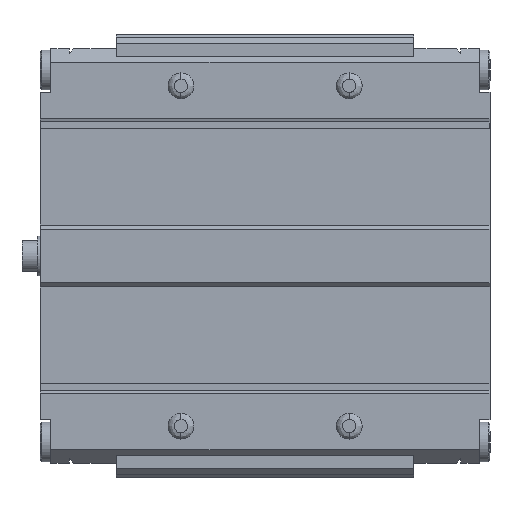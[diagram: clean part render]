
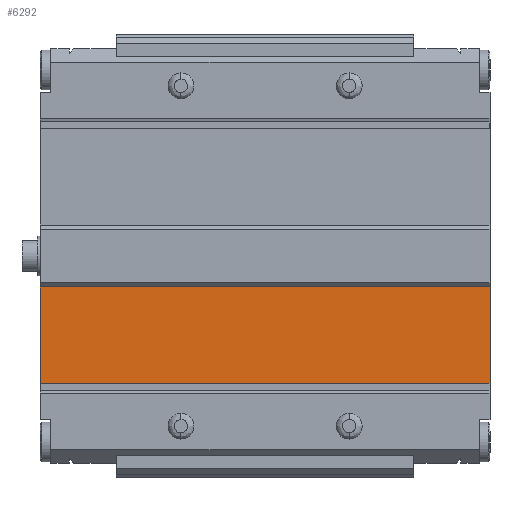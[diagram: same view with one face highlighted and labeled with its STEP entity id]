
A CAD part, front view. The second image highlights one B-rep face of the part: STEP entity #6292.
In plain terms, the highlighted planar face has unit normal (0, -1, 0).
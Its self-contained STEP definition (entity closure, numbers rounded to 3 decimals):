
#5 = DIRECTION ( 'NONE',  ( -1., 0., 0. ) ) ;
#56 = DIRECTION ( 'NONE',  ( 0., -1., 0. ) ) ;
#258 = ORIENTED_EDGE ( 'NONE', *, *, #6817, .T. ) ;
#448 = CARTESIAN_POINT ( 'NONE',  ( 25.4, 6.5, -3.5 ) ) ;
#507 = VECTOR ( 'NONE', #5, 1000. ) ;
#957 = DIRECTION ( 'NONE',  ( 0., 0., -1. ) ) ;
#1257 = FACE_OUTER_BOUND ( 'NONE', #7073, .T. ) ;
#1821 = LINE ( 'NONE', #2869, #5258 ) ;
#1998 = LINE ( 'NONE', #7067, #2255 ) ;
#2032 = VERTEX_POINT ( 'NONE', #3493 ) ;
#2063 = EDGE_CURVE ( 'NONE', #2842, #2032, #6376, .T. ) ;
#2255 = VECTOR ( 'NONE', #957, 1000. ) ;
#2263 = CARTESIAN_POINT ( 'NONE',  ( 25.4, 6.5, -14.88 ) ) ;
#2508 = CARTESIAN_POINT ( 'NONE',  ( 25.4, 6.5, -14.88 ) ) ;
#2802 = EDGE_CURVE ( 'NONE', #7288, #2032, #1998, .T. ) ;
#2827 = VECTOR ( 'NONE', #5237, 1000. ) ;
#2842 = VERTEX_POINT ( 'NONE', #5411 ) ;
#2869 = CARTESIAN_POINT ( 'NONE',  ( -25.4, 6.5, 0. ) ) ;
#3228 = AXIS2_PLACEMENT_3D ( 'NONE', #2263, #56, #4688 ) ;
#3364 = LINE ( 'NONE', #448, #507 ) ;
#3493 = CARTESIAN_POINT ( 'NONE',  ( 25.4, 6.5, -14.88 ) ) ;
#4688 = DIRECTION ( 'NONE',  ( 0., 0., -1. ) ) ;
#4777 = ORIENTED_EDGE ( 'NONE', *, *, #2063, .T. ) ;
#5010 = ORIENTED_EDGE ( 'NONE', *, *, #5892, .T. ) ;
#5149 = DIRECTION ( 'NONE',  ( 0., 0., -1. ) ) ;
#5173 = PLANE ( 'NONE',  #3228 ) ;
#5237 = DIRECTION ( 'NONE',  ( 1., 0., 0. ) ) ;
#5258 = VECTOR ( 'NONE', #5149, 1000. ) ;
#5411 = CARTESIAN_POINT ( 'NONE',  ( -25.4, 6.5, -14.88 ) ) ;
#5892 = EDGE_CURVE ( 'NONE', #6232, #2842, #1821, .T. ) ;
#6232 = VERTEX_POINT ( 'NONE', #6790 ) ;
#6292 = ADVANCED_FACE ( 'NONE', ( #1257 ), #5173, .T. ) ;
#6376 = LINE ( 'NONE', #2508, #2827 ) ;
#6790 = CARTESIAN_POINT ( 'NONE',  ( -25.4, 6.5, -3.5 ) ) ;
#6817 = EDGE_CURVE ( 'NONE', #7288, #6232, #3364, .T. ) ;
#6862 = ORIENTED_EDGE ( 'NONE', *, *, #2802, .F. ) ;
#7067 = CARTESIAN_POINT ( 'NONE',  ( 25.4, 6.5, 0. ) ) ;
#7073 = EDGE_LOOP ( 'NONE', ( #6862, #258, #5010, #4777 ) ) ;
#7288 = VERTEX_POINT ( 'NONE', #7363 ) ;
#7363 = CARTESIAN_POINT ( 'NONE',  ( 25.4, 6.5, -3.5 ) ) ;
